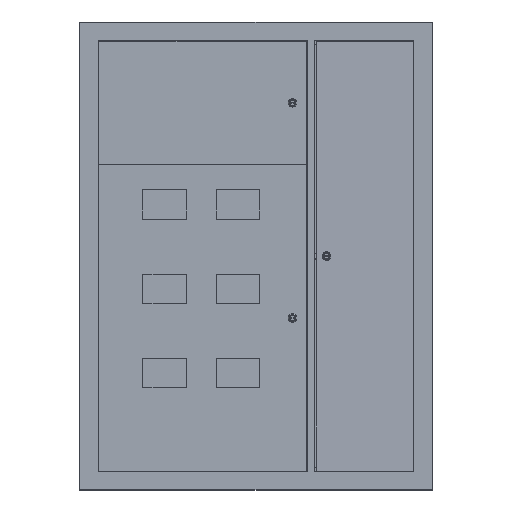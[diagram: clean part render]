
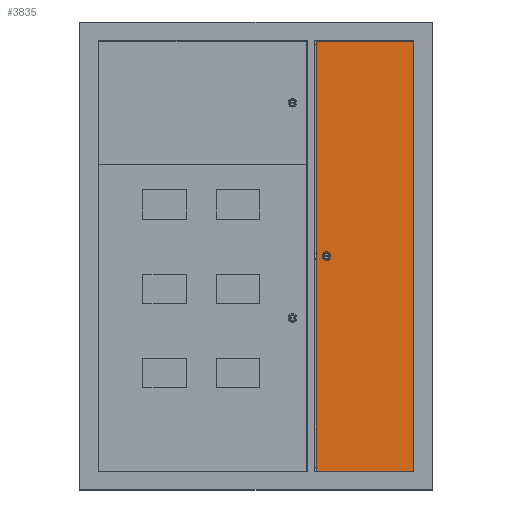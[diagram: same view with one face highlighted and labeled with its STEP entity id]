
A CAD part, top view. The second image highlights one B-rep face of the part: STEP entity #3835.
In plain terms, the highlighted planar face has unit normal (0.003, 0, 1).
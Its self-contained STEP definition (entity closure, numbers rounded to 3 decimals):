
#604 = VECTOR ( 'NONE', #42250, 1000. ) ;
#755 = AXIS2_PLACEMENT_3D ( 'NONE', #25791, #94161, #35623 ) ;
#3344 = EDGE_CURVE ( 'NONE', #69327, #54707, #91874, .T. ) ;
#3694 = LINE ( 'NONE', #120437, #604 ) ;
#3835 = ADVANCED_FACE ( 'NONE', ( #21377, #122293 ), #49968, .T. ) ;
#6297 = VERTEX_POINT ( 'NONE', #120770 ) ;
#6766 = EDGE_LOOP ( 'NONE', ( #84291, #118010, #60822, #11732 ) ) ;
#6953 = LINE ( 'NONE', #19335, #104830 ) ;
#10478 = CARTESIAN_POINT ( 'NONE',  ( -132.5, 585.5, 1. ) ) ;
#11072 = DIRECTION ( 'NONE',  ( 0., 0., 1. ) ) ;
#11732 = ORIENTED_EDGE ( 'NONE', *, *, #3344, .T. ) ;
#19335 = CARTESIAN_POINT ( 'NONE',  ( 132.5, 585.5, 1. ) ) ;
#21377 = FACE_BOUND ( 'NONE', #52732, .T. ) ;
#22319 = ORIENTED_EDGE ( 'NONE', *, *, #126657, .F. ) ;
#24983 = CIRCLE ( 'NONE', #121477, 7.5 ) ;
#25791 = CARTESIAN_POINT ( 'NONE',  ( 103.5, 0., 1. ) ) ;
#29270 = EDGE_CURVE ( 'NONE', #6297, #42966, #24983, .T. ) ;
#34317 = DIRECTION ( 'NONE',  ( 0., 0., 1. ) ) ;
#35623 = DIRECTION ( 'NONE',  ( 1., 0., 0. ) ) ;
#35932 = ORIENTED_EDGE ( 'NONE', *, *, #29270, .F. ) ;
#41894 = CARTESIAN_POINT ( 'NONE',  ( -132.5, 585.5, 1. ) ) ;
#42250 = DIRECTION ( 'NONE',  ( 1., 0., 0. ) ) ;
#42966 = VERTEX_POINT ( 'NONE', #91652 ) ;
#49968 = PLANE ( 'NONE',  #72181 ) ;
#52596 = CARTESIAN_POINT ( 'NONE',  ( -132.5, -585.5, 1. ) ) ;
#52732 = EDGE_LOOP ( 'NONE', ( #22319, #35932 ) ) ;
#54707 = VERTEX_POINT ( 'NONE', #108746 ) ;
#56120 = CARTESIAN_POINT ( 'NONE',  ( 132.5, -585.5, 1. ) ) ;
#59744 = CARTESIAN_POINT ( 'NONE',  ( 0., 0., 1. ) ) ;
#60822 = ORIENTED_EDGE ( 'NONE', *, *, #123901, .T. ) ;
#61487 = DIRECTION ( 'NONE',  ( 0., -1., 0. ) ) ;
#68993 = DIRECTION ( 'NONE',  ( -1., 0., 0. ) ) ;
#69327 = VERTEX_POINT ( 'NONE', #118795 ) ;
#72181 = AXIS2_PLACEMENT_3D ( 'NONE', #59744, #11072, #79397 ) ;
#79397 = DIRECTION ( 'NONE',  ( 1., 0., 0. ) ) ;
#84291 = ORIENTED_EDGE ( 'NONE', *, *, #85998, .T. ) ;
#85998 = EDGE_CURVE ( 'NONE', #54707, #88153, #113415, .T. ) ;
#87668 = DIRECTION ( 'NONE',  ( 0., 1., 0. ) ) ;
#88153 = VERTEX_POINT ( 'NONE', #52596 ) ;
#91652 = CARTESIAN_POINT ( 'NONE',  ( 111., 0., 1. ) ) ;
#91874 = LINE ( 'NONE', #10478, #114768 ) ;
#92879 = CARTESIAN_POINT ( 'NONE',  ( 103.5, 0., 1. ) ) ;
#94161 = DIRECTION ( 'NONE',  ( 0., 0., 1. ) ) ;
#95048 = EDGE_CURVE ( 'NONE', #88153, #103997, #3694, .T. ) ;
#102733 = DIRECTION ( 'NONE',  ( 1., 0., 0. ) ) ;
#103997 = VERTEX_POINT ( 'NONE', #56120 ) ;
#104830 = VECTOR ( 'NONE', #87668, 1000. ) ;
#107287 = VECTOR ( 'NONE', #61487, 1000. ) ;
#108746 = CARTESIAN_POINT ( 'NONE',  ( -132.5, 585.5, 1. ) ) ;
#112911 = CIRCLE ( 'NONE', #755, 7.5 ) ;
#113415 = LINE ( 'NONE', #41894, #107287 ) ;
#114768 = VECTOR ( 'NONE', #68993, 1000. ) ;
#118010 = ORIENTED_EDGE ( 'NONE', *, *, #95048, .T. ) ;
#118795 = CARTESIAN_POINT ( 'NONE',  ( 132.5, 585.5, 1. ) ) ;
#120437 = CARTESIAN_POINT ( 'NONE',  ( -132.5, -585.5, 1. ) ) ;
#120770 = CARTESIAN_POINT ( 'NONE',  ( 96., 0., 1. ) ) ;
#121477 = AXIS2_PLACEMENT_3D ( 'NONE', #92879, #34317, #102733 ) ;
#122293 = FACE_OUTER_BOUND ( 'NONE', #6766, .T. ) ;
#123901 = EDGE_CURVE ( 'NONE', #103997, #69327, #6953, .T. ) ;
#126657 = EDGE_CURVE ( 'NONE', #42966, #6297, #112911, .T. ) ;
